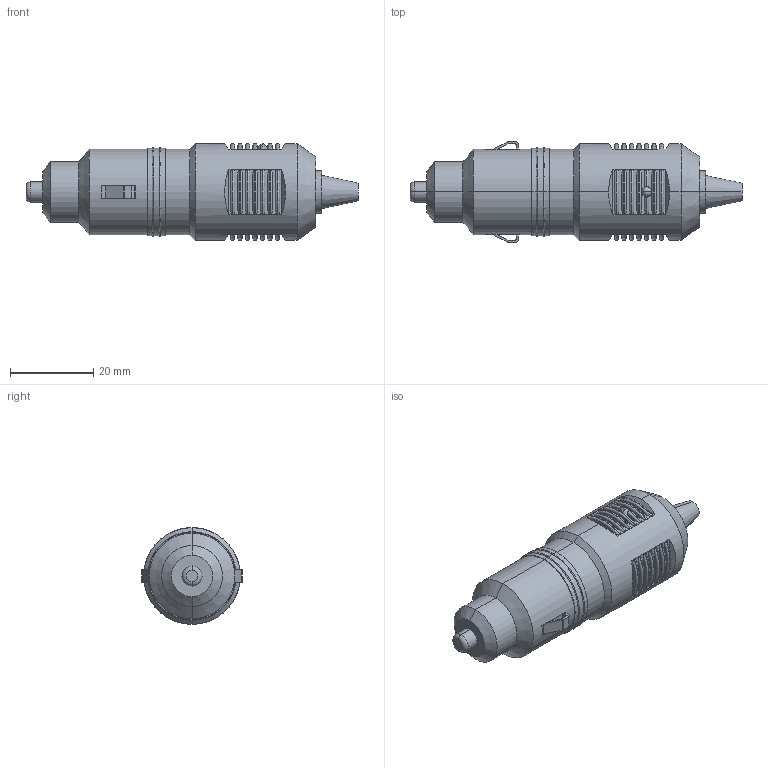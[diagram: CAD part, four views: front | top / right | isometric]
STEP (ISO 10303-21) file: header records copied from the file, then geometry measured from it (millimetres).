
FILE_DESCRIPTION (( 'STEP AP214' ), '1' );
FILE_NAME ('AP-121.STEP', '2019-11-25T17:43:28', ( '' ), ( '' ), 'SwSTEP 2.0', 'SolidWorks 2017', '' );
FILE_SCHEMA (( 'AUTOMOTIVE_DESIGN' ));
Length unit declared in the file: millimetre
Products named in the file (1): AP-121
Bounding box: 79.7 x 24.1 x 23.2 mm (x, y, z)
Volume: 22520.8 mm3; surface area: 5998.9 mm2
Topology: 5 solids, 5 shells, 241 faces, 609 edges, 399 vertices
Faces by surface type: plane 137, torus 64, cylinder 28, cone 10, sphere 2
Entity records: 8128 total; most frequent: CARTESIAN_POINT 2325, ORIENTED_EDGE 1210, DIRECTION 1181, EDGE_CURVE 605, AXIS2_PLACEMENT_3D 464, VERTEX_POINT 397, EDGE_LOOP 264, VECTOR 253
